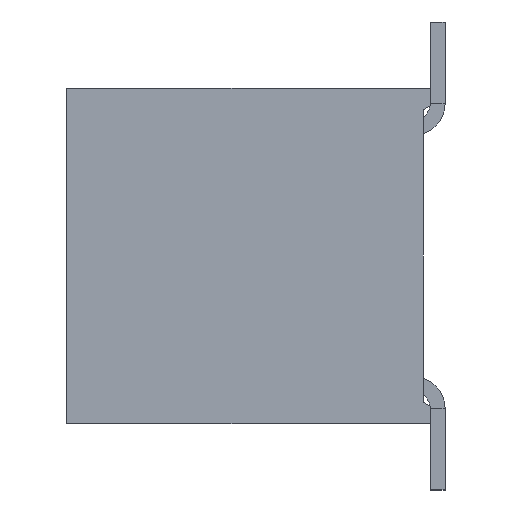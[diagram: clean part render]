
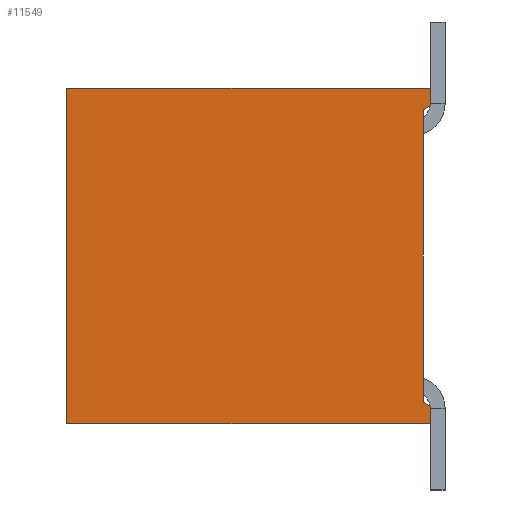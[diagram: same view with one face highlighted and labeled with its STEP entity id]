
A CAD part, left-side view. The second image highlights one B-rep face of the part: STEP entity #11549.
In plain terms, the highlighted planar face has unit normal (-1, 0, 0).
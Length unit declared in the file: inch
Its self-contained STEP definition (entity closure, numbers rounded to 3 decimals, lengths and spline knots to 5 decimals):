
#1386 = EDGE_CURVE ( 'NONE', #11812, #5262, #4805, .T. ) ;
#4646 = ORIENTED_EDGE ( 'NONE', *, *, #1386, .T. ) ;
#4805 = LINE ( 'NONE', #4806, #4807 ) ;
#4806 = CARTESIAN_POINT ( 'NONE',  ( -0.23622, 0.085, -0.0785 ) ) ;
#4807 = VECTOR ( 'NONE', #4808, 39.37008 ) ;
#4808 = DIRECTION ( 'NONE',  ( 0., -1., 0. ) ) ;
#5044 = ORIENTED_EDGE ( 'NONE', *, *, #11867, .F. ) ;
#5262 = VERTEX_POINT ( 'NONE', #8763 ) ;
#5509 = EDGE_CURVE ( 'NONE', #5262, #6479, #8848, .T. ) ;
#5616 = EDGE_CURVE ( 'NONE', #11760, #6575, #8915, .T. ) ;
#5715 = VERTEX_POINT ( 'NONE', #8951 ) ;
#5946 = VERTEX_POINT ( 'NONE', #9007 ) ;
#6014 = ORIENTED_EDGE ( 'NONE', *, *, #5616, .F. ) ;
#6192 = EDGE_CURVE ( 'NONE', #5946, #5715, #9093, .T. ) ;
#6369 = FACE_OUTER_BOUND ( 'NONE', #11287, .T. ) ;
#6370 = PLANE ( 'NONE',  #6371 ) ;
#6371 = AXIS2_PLACEMENT_3D ( 'NONE', #6372, #6373, #6374 ) ;
#6372 = CARTESIAN_POINT ( 'NONE',  ( -0.23622, 0.085, -0.0785 ) ) ;
#6373 = DIRECTION ( 'NONE',  ( 1., 0., 0. ) ) ;
#6374 = DIRECTION ( 'NONE',  ( 0., 0., -1. ) ) ;
#6479 = VERTEX_POINT ( 'NONE', #9263 ) ;
#6575 = VERTEX_POINT ( 'NONE', #9297 ) ;
#6822 = EDGE_CURVE ( 'NONE', #7967, #6575, #9378, .T. ) ;
#7070 = CARTESIAN_POINT ( 'NONE',  ( -0.23622, 0.085, 0.0785 ) ) ;
#7218 = ORIENTED_EDGE ( 'NONE', *, *, #6822, .T. ) ;
#7231 = CARTESIAN_POINT ( 'NONE',  ( -0.23622, 0.085, -0.0785 ) ) ;
#7494 = LINE ( 'NONE', #7495, #7496 ) ;
#7495 = CARTESIAN_POINT ( 'NONE',  ( -0.23622, 0.085, -0.0785 ) ) ;
#7496 = VECTOR ( 'NONE', #7497, 39.37008 ) ;
#7497 = DIRECTION ( 'NONE',  ( 0., 0., 1. ) ) ;
#7967 = VERTEX_POINT ( 'NONE', #9801 ) ;
#8211 = EDGE_CURVE ( 'NONE', #7967, #5946, #9929, .T. ) ;
#8610 = ORIENTED_EDGE ( 'NONE', *, *, #8211, .F. ) ;
#8763 = CARTESIAN_POINT ( 'NONE',  ( -0.23622, -0.085, -0.0785 ) ) ;
#8848 = LINE ( 'NONE', #8849, #8850 ) ;
#8849 = CARTESIAN_POINT ( 'NONE',  ( -0.23622, -0.085, -0.0785 ) ) ;
#8850 = VECTOR ( 'NONE', #8851, 39.37008 ) ;
#8851 = DIRECTION ( 'NONE',  ( 0., 0., 1. ) ) ;
#8915 = LINE ( 'NONE', #8916, #8920 ) ;
#8916 = CARTESIAN_POINT ( 'NONE',  ( -0.23622, 0.085, 0.0785 ) ) ;
#8920 = VECTOR ( 'NONE', #8921, 39.37008 ) ;
#8921 = DIRECTION ( 'NONE',  ( 0., -1., 0. ) ) ;
#8951 = CARTESIAN_POINT ( 'NONE',  ( -0.23622, -0.0817, -0.06849 ) ) ;
#9007 = CARTESIAN_POINT ( 'NONE',  ( -0.23622, -0.0817, 0.06849 ) ) ;
#9093 = LINE ( 'NONE', #9101, #9102 ) ;
#9101 = CARTESIAN_POINT ( 'NONE',  ( -0.23622, -0.0817, 0.06849 ) ) ;
#9102 = VECTOR ( 'NONE', #9103, 39.37008 ) ;
#9103 = DIRECTION ( 'NONE',  ( 0., 0., -1. ) ) ;
#9183 = ORIENTED_EDGE ( 'NONE', *, *, #6192, .F. ) ;
#9263 = CARTESIAN_POINT ( 'NONE',  ( -0.23622, -0.085, -0.0704 ) ) ;
#9297 = CARTESIAN_POINT ( 'NONE',  ( -0.23622, -0.085, 0.0785 ) ) ;
#9378 = LINE ( 'NONE', #9379, #9380 ) ;
#9379 = CARTESIAN_POINT ( 'NONE',  ( -0.23622, -0.085, -0.0785 ) ) ;
#9380 = VECTOR ( 'NONE', #9386, 39.37008 ) ;
#9386 = DIRECTION ( 'NONE',  ( 0., 0., 1. ) ) ;
#9692 = EDGE_CURVE ( 'NONE', #5715, #6479, #10480, .T. ) ;
#9801 = CARTESIAN_POINT ( 'NONE',  ( -0.23622, -0.085, 0.0704 ) ) ;
#9929 = LINE ( 'NONE', #9930, #9931 ) ;
#9930 = CARTESIAN_POINT ( 'NONE',  ( -0.23622, -0.085, 0.0704 ) ) ;
#9931 = VECTOR ( 'NONE', #9932, 39.37008 ) ;
#9932 = DIRECTION ( 'NONE',  ( 0., 0.866, -0.5 ) ) ;
#10160 = ORIENTED_EDGE ( 'NONE', *, *, #9692, .F. ) ;
#10480 = LINE ( 'NONE', #10481, #10482 ) ;
#10481 = CARTESIAN_POINT ( 'NONE',  ( -0.23622, -0.0817, -0.06849 ) ) ;
#10482 = VECTOR ( 'NONE', #10484, 39.37008 ) ;
#10484 = DIRECTION ( 'NONE',  ( 0., -0.866, -0.5 ) ) ;
#10719 = ORIENTED_EDGE ( 'NONE', *, *, #5509, .T. ) ;
#11287 = EDGE_LOOP ( 'NONE', ( #10719, #10160, #9183, #8610, #7218, #6014, #5044, #4646 ) ) ;
#11549 = ADVANCED_FACE ( 'NONE', ( #6369 ), #6370, .F. ) ;
#11760 = VERTEX_POINT ( 'NONE', #7070 ) ;
#11812 = VERTEX_POINT ( 'NONE', #7231 ) ;
#11867 = EDGE_CURVE ( 'NONE', #11812, #11760, #7494, .T. ) ;
